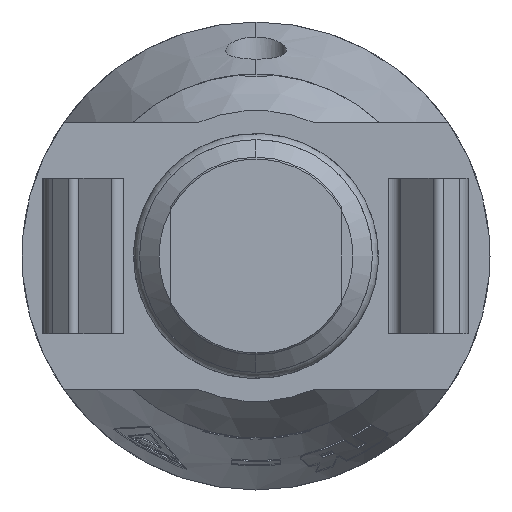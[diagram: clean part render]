
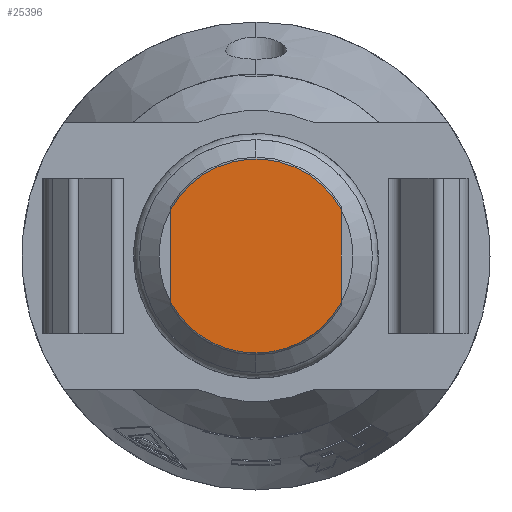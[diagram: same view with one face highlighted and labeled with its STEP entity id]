
A CAD part, front view. The second image highlights one B-rep face of the part: STEP entity #25396.
In plain terms, the highlighted planar face has unit normal (0, -1, 0).
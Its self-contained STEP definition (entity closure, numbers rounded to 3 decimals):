
#2995 = ORIENTED_EDGE ( 'NONE', *, *, #7530, .T. ) ;
#3041 = DIRECTION ( 'NONE',  ( 0., -1., 0. ) ) ;
#3208 = CARTESIAN_POINT ( 'NONE',  ( 0., 0., 0. ) ) ;
#3637 = CARTESIAN_POINT ( 'NONE',  ( 3.52, 0., -1.9 ) ) ;
#3650 = ORIENTED_EDGE ( 'NONE', *, *, #26441, .T. ) ;
#4866 = CARTESIAN_POINT ( 'NONE',  ( 0., 0., 0. ) ) ;
#7094 = DIRECTION ( 'NONE',  ( 0., 0., -1. ) ) ;
#7530 = EDGE_CURVE ( 'NONE', #27240, #31560, #18363, .T. ) ;
#10056 = VERTEX_POINT ( 'NONE', #10959 ) ;
#10959 = CARTESIAN_POINT ( 'NONE',  ( -3.52, 0., -1.9 ) ) ;
#12747 = DIRECTION ( 'NONE',  ( 0., 0., 1. ) ) ;
#13783 = AXIS2_PLACEMENT_3D ( 'NONE', #41907, #18655, #50046 ) ;
#14193 = EDGE_LOOP ( 'NONE', ( #16264, #40651, #3650, #2995, #46745 ) ) ;
#14438 = CARTESIAN_POINT ( 'NONE',  ( 3.52, 0., 1.9 ) ) ;
#15489 = VERTEX_POINT ( 'NONE', #33962 ) ;
#16264 = ORIENTED_EDGE ( 'NONE', *, *, #37437, .T. ) ;
#17796 = AXIS2_PLACEMENT_3D ( 'NONE', #3208, #3041, #7094 ) ;
#17864 = EDGE_CURVE ( 'NONE', #15489, #36743, #35223, .T. ) ;
#18031 = FACE_OUTER_BOUND ( 'NONE', #14193, .T. ) ;
#18363 = CIRCLE ( 'NONE', #13783, 4. ) ;
#18655 = DIRECTION ( 'NONE',  ( 0., -1., 0. ) ) ;
#21086 = DIRECTION ( 'NONE',  ( 0., 0., -1. ) ) ;
#21939 = CIRCLE ( 'NONE', #43420, 4. ) ;
#24487 = CARTESIAN_POINT ( 'NONE',  ( -3.52, 0., 1.9 ) ) ;
#25396 = ADVANCED_FACE ( 'NONE', ( #18031 ), #26380, .T. ) ;
#26380 = PLANE ( 'NONE',  #17796 ) ;
#26441 = EDGE_CURVE ( 'NONE', #36743, #27240, #26989, .T. ) ;
#26989 = LINE ( 'NONE', #44105, #30596 ) ;
#27240 = VERTEX_POINT ( 'NONE', #14438 ) ;
#29567 = AXIS2_PLACEMENT_3D ( 'NONE', #4866, #31736, #31391 ) ;
#29793 = EDGE_CURVE ( 'NONE', #31560, #10056, #34528, .T. ) ;
#30596 = VECTOR ( 'NONE', #12747, 1000. ) ;
#31391 = DIRECTION ( 'NONE',  ( 0., 0., -1. ) ) ;
#31560 = VERTEX_POINT ( 'NONE', #24487 ) ;
#31736 = DIRECTION ( 'NONE',  ( 0., -1., 0. ) ) ;
#32782 = CARTESIAN_POINT ( 'NONE',  ( 0., 0., 0. ) ) ;
#33962 = CARTESIAN_POINT ( 'NONE',  ( 0., 0., -4. ) ) ;
#34528 = LINE ( 'NONE', #38592, #38203 ) ;
#35223 = CIRCLE ( 'NONE', #29567, 4. ) ;
#36743 = VERTEX_POINT ( 'NONE', #3637 ) ;
#37437 = EDGE_CURVE ( 'NONE', #10056, #15489, #21939, .T. ) ;
#38203 = VECTOR ( 'NONE', #43008, 1000. ) ;
#38592 = CARTESIAN_POINT ( 'NONE',  ( -3.52, 0., 0. ) ) ;
#40458 = DIRECTION ( 'NONE',  ( 0., -1., 0. ) ) ;
#40651 = ORIENTED_EDGE ( 'NONE', *, *, #17864, .T. ) ;
#41907 = CARTESIAN_POINT ( 'NONE',  ( 0., 0., 0. ) ) ;
#43008 = DIRECTION ( 'NONE',  ( 0., 0., -1. ) ) ;
#43420 = AXIS2_PLACEMENT_3D ( 'NONE', #32782, #40458, #21086 ) ;
#44105 = CARTESIAN_POINT ( 'NONE',  ( 3.52, 0., 0. ) ) ;
#46745 = ORIENTED_EDGE ( 'NONE', *, *, #29793, .T. ) ;
#50046 = DIRECTION ( 'NONE',  ( 0., 0., -1. ) ) ;
